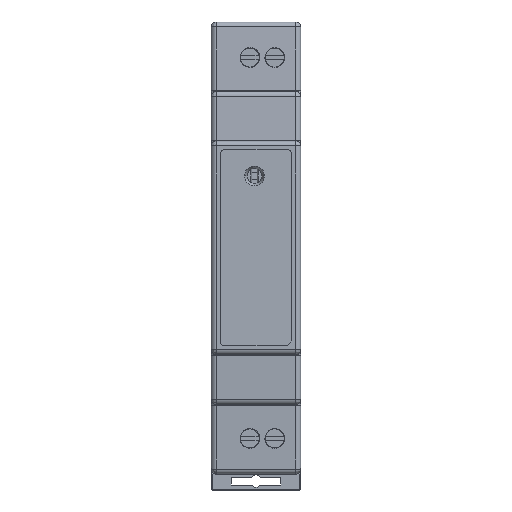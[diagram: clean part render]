
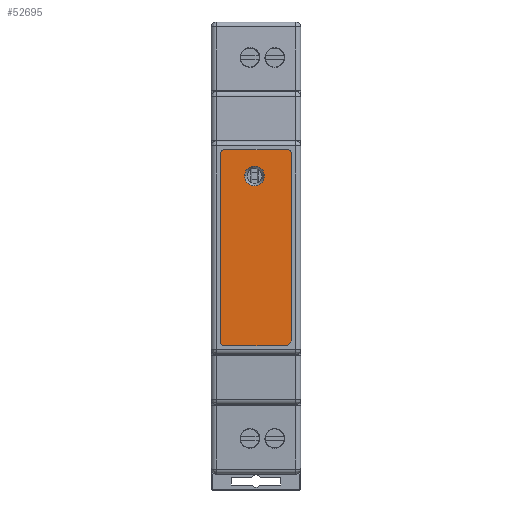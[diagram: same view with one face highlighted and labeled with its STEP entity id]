
A CAD part, top view. The second image highlights one B-rep face of the part: STEP entity #52695.
In plain terms, the highlighted planar face has unit normal (0, 0, 1).
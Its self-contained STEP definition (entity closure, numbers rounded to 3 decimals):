
#2021 = DIRECTION ( 'NONE',  ( 0., -1., 0. ) ) ;
#2078 = CARTESIAN_POINT ( 'NONE',  ( 51.25, 65.25, 42.396 ) ) ;
#2790 = DIRECTION ( 'NONE',  ( 0., 0., 1. ) ) ;
#4159 = ORIENTED_EDGE ( 'NONE', *, *, #46177, .T. ) ;
#4324 = EDGE_CURVE ( 'NONE', #4814, #50400, #24916, .T. ) ;
#4420 = CARTESIAN_POINT ( 'NONE',  ( 38.75, 25.75, 42.396 ) ) ;
#4769 = EDGE_CURVE ( 'NONE', #53236, #4814, #35879, .T. ) ;
#4814 = VERTEX_POINT ( 'NONE', #9056 ) ;
#5226 = CARTESIAN_POINT ( 'NONE',  ( 52.25, 26.75, 42.396 ) ) ;
#5807 = CARTESIAN_POINT ( 'NONE',  ( 37.75, 65.25, 42.396 ) ) ;
#7622 = DIRECTION ( 'NONE',  ( -1., 0., 0. ) ) ;
#8654 = CARTESIAN_POINT ( 'NONE',  ( 42.7, 59.95, 42.396 ) ) ;
#8930 = CARTESIAN_POINT ( 'NONE',  ( 44.7, 59.95, 42.396 ) ) ;
#9056 = CARTESIAN_POINT ( 'NONE',  ( 37.75, 64.25, 42.396 ) ) ;
#9397 = FACE_BOUND ( 'NONE', #48332, .T. ) ;
#10632 = AXIS2_PLACEMENT_3D ( 'NONE', #8930, #13193, #37598 ) ;
#10898 = EDGE_CURVE ( 'NONE', #30250, #39025, #12086, .T. ) ;
#10977 = DIRECTION ( 'NONE',  ( -1., 0., 0. ) ) ;
#11669 = DIRECTION ( 'NONE',  ( 1., 0., 0. ) ) ;
#12086 = LINE ( 'NONE', #36165, #47238 ) ;
#13101 = CARTESIAN_POINT ( 'NONE',  ( 51.75, 26.25, 42.396 ) ) ;
#13193 = DIRECTION ( 'NONE',  ( 0., 0., -1. ) ) ;
#13232 = CARTESIAN_POINT ( 'NONE',  ( 52.25, 25.75, 42.396 ) ) ;
#13337 = DIRECTION ( 'NONE',  ( 0., 0., 1. ) ) ;
#13417 = FACE_OUTER_BOUND ( 'NONE', #47631, .T. ) ;
#15628 = CIRCLE ( 'NONE', #47491, 1. ) ;
#17289 = DIRECTION ( 'NONE',  ( -0.707, -0.707, 0. ) ) ;
#19061 = VECTOR ( 'NONE', #2021, 1000. ) ;
#19482 = CIRCLE ( 'NONE', #28579, 2. ) ;
#20306 = VECTOR ( 'NONE', #17289, 1000. ) ;
#20578 = LINE ( 'NONE', #13232, #23823 ) ;
#21252 = DIRECTION ( 'NONE',  ( 0., 1., 0. ) ) ;
#21691 = VERTEX_POINT ( 'NONE', #2078 ) ;
#23823 = VECTOR ( 'NONE', #21252, 1000. ) ;
#24010 = ORIENTED_EDGE ( 'NONE', *, *, #10898, .T. ) ;
#24300 = PLANE ( 'NONE',  #43130 ) ;
#24478 = ORIENTED_EDGE ( 'NONE', *, *, #31559, .T. ) ;
#24719 = ORIENTED_EDGE ( 'NONE', *, *, #41235, .T. ) ;
#24916 = LINE ( 'NONE', #5807, #19061 ) ;
#25214 = CARTESIAN_POINT ( 'NONE',  ( 51.25, 25.75, 42.396 ) ) ;
#25999 = ORIENTED_EDGE ( 'NONE', *, *, #36889, .F. ) ;
#26526 = CARTESIAN_POINT ( 'NONE',  ( 44.7, 59.95, 42.396 ) ) ;
#27024 = CARTESIAN_POINT ( 'NONE',  ( 52.25, 64.25, 42.396 ) ) ;
#27471 = LINE ( 'NONE', #13101, #20306 ) ;
#27750 = EDGE_CURVE ( 'NONE', #40384, #28652, #43684, .T. ) ;
#28579 = AXIS2_PLACEMENT_3D ( 'NONE', #26526, #38365, #42492 ) ;
#28652 = VERTEX_POINT ( 'NONE', #8654 ) ;
#30250 = VERTEX_POINT ( 'NONE', #4420 ) ;
#30567 = EDGE_CURVE ( 'NONE', #35459, #21691, #15628, .T. ) ;
#31132 = DIRECTION ( 'NONE',  ( -1., 0., 0. ) ) ;
#31559 = EDGE_CURVE ( 'NONE', #43029, #35459, #20578, .T. ) ;
#31617 = CARTESIAN_POINT ( 'NONE',  ( 52.25, 65.25, 42.396 ) ) ;
#33599 = ORIENTED_EDGE ( 'NONE', *, *, #30567, .T. ) ;
#34255 = DIRECTION ( 'NONE',  ( -1., 0., 0. ) ) ;
#35459 = VERTEX_POINT ( 'NONE', #27024 ) ;
#35537 = CIRCLE ( 'NONE', #52071, 1. ) ;
#35879 = CIRCLE ( 'NONE', #53026, 1. ) ;
#36165 = CARTESIAN_POINT ( 'NONE',  ( 37.75, 25.75, 42.396 ) ) ;
#36643 = CARTESIAN_POINT ( 'NONE',  ( 51.25, 64.25, 42.396 ) ) ;
#36871 = DIRECTION ( 'NONE',  ( 1., 0., 0. ) ) ;
#36889 = EDGE_CURVE ( 'NONE', #43029, #39025, #27471, .T. ) ;
#37180 = DIRECTION ( 'NONE',  ( 0., 0., 1. ) ) ;
#37598 = DIRECTION ( 'NONE',  ( 1., 0., 0. ) ) ;
#38365 = DIRECTION ( 'NONE',  ( 0., 0., -1. ) ) ;
#38641 = EDGE_CURVE ( 'NONE', #28652, #40384, #19482, .T. ) ;
#38790 = CARTESIAN_POINT ( 'NONE',  ( 38.75, 64.25, 42.396 ) ) ;
#39025 = VERTEX_POINT ( 'NONE', #25214 ) ;
#39112 = ORIENTED_EDGE ( 'NONE', *, *, #4769, .T. ) ;
#39468 = DIRECTION ( 'NONE',  ( 0., 0., 1. ) ) ;
#40384 = VERTEX_POINT ( 'NONE', #50089 ) ;
#40638 = VECTOR ( 'NONE', #10977, 1000. ) ;
#41235 = EDGE_CURVE ( 'NONE', #21691, #53236, #53057, .T. ) ;
#42492 = DIRECTION ( 'NONE',  ( 1., 0., 0. ) ) ;
#42543 = ORIENTED_EDGE ( 'NONE', *, *, #4324, .T. ) ;
#43029 = VERTEX_POINT ( 'NONE', #5226 ) ;
#43130 = AXIS2_PLACEMENT_3D ( 'NONE', #44826, #2790, #11669 ) ;
#43302 = CARTESIAN_POINT ( 'NONE',  ( 38.75, 26.75, 42.396 ) ) ;
#43684 = CIRCLE ( 'NONE', #10632, 2. ) ;
#44826 = CARTESIAN_POINT ( 'NONE',  ( 36., 45.5, 42.396 ) ) ;
#45105 = CARTESIAN_POINT ( 'NONE',  ( 38.75, 65.25, 42.396 ) ) ;
#46177 = EDGE_CURVE ( 'NONE', #50400, #30250, #35537, .T. ) ;
#47238 = VECTOR ( 'NONE', #36871, 1000. ) ;
#47491 = AXIS2_PLACEMENT_3D ( 'NONE', #36643, #37180, #7622 ) ;
#47631 = EDGE_LOOP ( 'NONE', ( #24010, #25999, #24478, #33599, #24719, #39112, #42543, #4159 ) ) ;
#48332 = EDGE_LOOP ( 'NONE', ( #54079, #50813 ) ) ;
#50089 = CARTESIAN_POINT ( 'NONE',  ( 46.7, 59.95, 42.396 ) ) ;
#50400 = VERTEX_POINT ( 'NONE', #53041 ) ;
#50813 = ORIENTED_EDGE ( 'NONE', *, *, #38641, .T. ) ;
#52071 = AXIS2_PLACEMENT_3D ( 'NONE', #43302, #39468, #31132 ) ;
#52695 = ADVANCED_FACE ( 'NONE', ( #9397, #13417 ), #24300, .T. ) ;
#53026 = AXIS2_PLACEMENT_3D ( 'NONE', #38790, #13337, #34255 ) ;
#53041 = CARTESIAN_POINT ( 'NONE',  ( 37.75, 26.75, 42.396 ) ) ;
#53057 = LINE ( 'NONE', #31617, #40638 ) ;
#53236 = VERTEX_POINT ( 'NONE', #45105 ) ;
#54079 = ORIENTED_EDGE ( 'NONE', *, *, #27750, .T. ) ;
